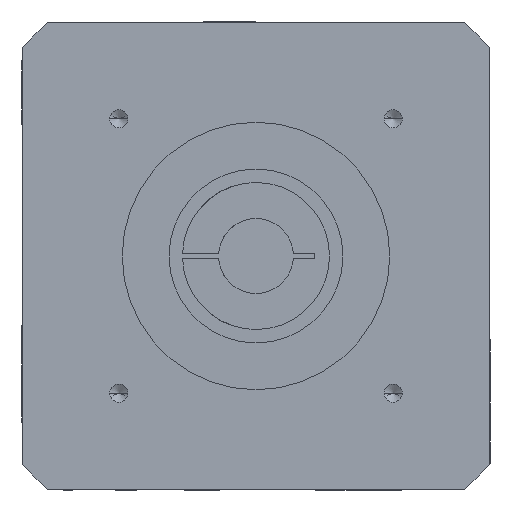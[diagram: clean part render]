
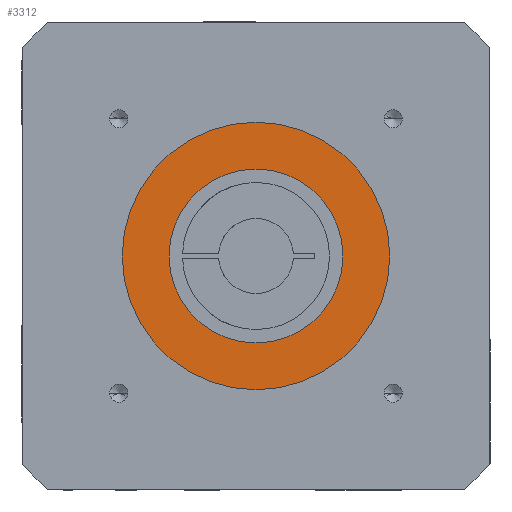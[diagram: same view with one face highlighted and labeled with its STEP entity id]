
A CAD part, front view. The second image highlights one B-rep face of the part: STEP entity #3312.
In plain terms, the highlighted face is planar.
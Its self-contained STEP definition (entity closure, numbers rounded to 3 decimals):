
#11 = VERTEX_POINT ( 'NONE', #1911 ) ;
#169 = EDGE_CURVE ( 'NONE', #3456, #11, #999, .T. ) ;
#171 = VERTEX_POINT ( 'NONE', #4621 ) ;
#209 = AXIS2_PLACEMENT_3D ( 'NONE', #4974, #4998, #2195 ) ;
#299 = CARTESIAN_POINT ( 'NONE',  ( 0., 70., -32.5 ) ) ;
#488 = DIRECTION ( 'NONE',  ( 0., 0., 1. ) ) ;
#771 = DIRECTION ( 'NONE',  ( 0., 1., 0. ) ) ;
#797 = DIRECTION ( 'NONE',  ( 0., 1., 0. ) ) ;
#999 = CIRCLE ( 'NONE', #3090, 50. ) ;
#1223 = DIRECTION ( 'NONE',  ( 0., 0., 1. ) ) ;
#1330 = EDGE_CURVE ( 'NONE', #4988, #171, #3406, .T. ) ;
#1424 = EDGE_LOOP ( 'NONE', ( #3481, #4779 ) ) ;
#1519 = FACE_BOUND ( 'NONE', #1424, .T. ) ;
#1545 = DIRECTION ( 'NONE',  ( 0., 1., 0. ) ) ;
#1636 = PLANE ( 'NONE',  #3556 ) ;
#1911 = CARTESIAN_POINT ( 'NONE',  ( 0., 70., 50. ) ) ;
#1916 = DIRECTION ( 'NONE',  ( 0., 0., 1. ) ) ;
#1931 = CARTESIAN_POINT ( 'NONE',  ( 0., 70., 0. ) ) ;
#2017 = CARTESIAN_POINT ( 'NONE',  ( 0., 70., 0. ) ) ;
#2065 = ORIENTED_EDGE ( 'NONE', *, *, #4032, .T. ) ;
#2195 = DIRECTION ( 'NONE',  ( 0., 0., 1. ) ) ;
#2649 = EDGE_CURVE ( 'NONE', #171, #4988, #4440, .T. ) ;
#2776 = AXIS2_PLACEMENT_3D ( 'NONE', #4249, #3843, #4649 ) ;
#2779 = CARTESIAN_POINT ( 'NONE',  ( 0., 70., -50. ) ) ;
#2808 = CARTESIAN_POINT ( 'NONE',  ( 0., 70., 0. ) ) ;
#3090 = AXIS2_PLACEMENT_3D ( 'NONE', #1931, #1545, #1916 ) ;
#3312 = ADVANCED_FACE ( 'NONE', ( #1519, #4201 ), #1636, .T. ) ;
#3330 = ORIENTED_EDGE ( 'NONE', *, *, #169, .T. ) ;
#3406 = CIRCLE ( 'NONE', #2776, 32.5 ) ;
#3456 = VERTEX_POINT ( 'NONE', #2779 ) ;
#3481 = ORIENTED_EDGE ( 'NONE', *, *, #2649, .F. ) ;
#3556 = AXIS2_PLACEMENT_3D ( 'NONE', #2017, #797, #1223 ) ;
#3593 = AXIS2_PLACEMENT_3D ( 'NONE', #2808, #771, #488 ) ;
#3597 = CIRCLE ( 'NONE', #209, 50. ) ;
#3843 = DIRECTION ( 'NONE',  ( 0., 1., 0. ) ) ;
#4032 = EDGE_CURVE ( 'NONE', #11, #3456, #3597, .T. ) ;
#4201 = FACE_OUTER_BOUND ( 'NONE', #4300, .T. ) ;
#4249 = CARTESIAN_POINT ( 'NONE',  ( 0., 70., 0. ) ) ;
#4300 = EDGE_LOOP ( 'NONE', ( #2065, #3330 ) ) ;
#4440 = CIRCLE ( 'NONE', #3593, 32.5 ) ;
#4621 = CARTESIAN_POINT ( 'NONE',  ( 0., 70., 32.5 ) ) ;
#4649 = DIRECTION ( 'NONE',  ( 0., 0., 1. ) ) ;
#4779 = ORIENTED_EDGE ( 'NONE', *, *, #1330, .F. ) ;
#4974 = CARTESIAN_POINT ( 'NONE',  ( 0., 70., 0. ) ) ;
#4988 = VERTEX_POINT ( 'NONE', #299 ) ;
#4998 = DIRECTION ( 'NONE',  ( 0., 1., 0. ) ) ;
